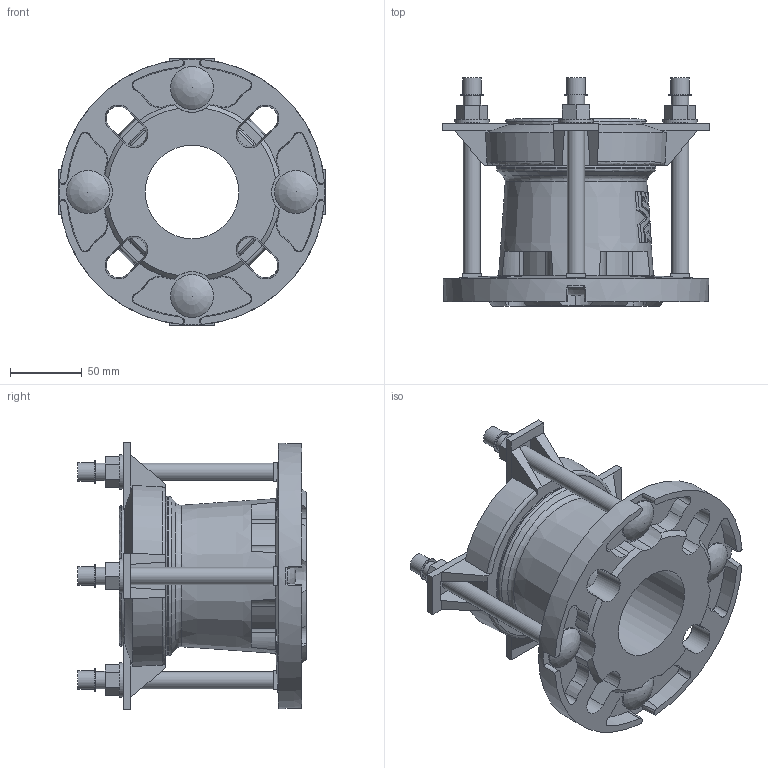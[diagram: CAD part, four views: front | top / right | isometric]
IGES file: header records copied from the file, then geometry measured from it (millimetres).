
Start section: SolidWorks IGES file using analytic representation for surfaces
Global section: file name: O_603_0_DN50-65_068-085mm_IGES.IGS; native system: SolidWorks 2012; preprocessor: SolidWorks 2012; author: rozh; date: 150619.090200; units: millimetre
Bounding box: 186.5 x 159 x 186.5 mm (x, y, z)
Surface area: 180579.6 mm2 (no closed solid volume)
Topology: 0 solids, 0 shells, 362 faces, 2046 edges, 1982 vertices
Faces by surface type: bspline 195, revolution 167
